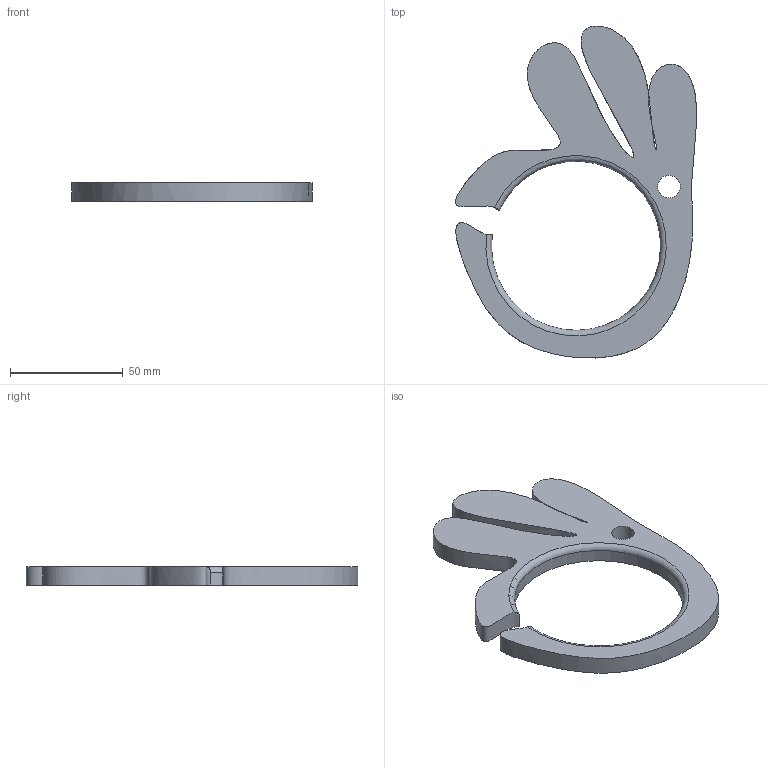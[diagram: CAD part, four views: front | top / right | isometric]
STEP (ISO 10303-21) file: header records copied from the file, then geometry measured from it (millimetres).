
FILE_DESCRIPTION(/* description */ (''),/* implementation_level */ '2;1');
FILE_NAME(/* name */ 'cactusholder v2.stp',/* time_stamp */ '2023-01-01T15:18:34+01:00',/* author */ (''),/* organization */ (''),/* preprocessor_version */ 'ST-DEVELOPER v19.2',/* originating_system */ 'Autodesk Translation Framework v11.17.0.187',/* authorisation */ '');
FILE_SCHEMA (('AUTOMOTIVE_DESIGN { 1 0 10303 214 3 1 1 }'));
Length unit declared in the file: millimetre
Products named in the file (1): cactus_holder
Bounding box: 106.8 x 147.24 x 8 mm (x, y, z)
Volume: 49547.4 mm3; surface area: 19767.2 mm2
Topology: 1 solids, 1 shells, 10 faces, 24 edges, 12 vertices
Faces by surface type: bspline 5, cylinder 2, plane 2, torus 1
Full cylindrical faces by diameter (mm): 10 x1
Entity records: 889 total; most frequent: CARTESIAN_POINT 668, ORIENTED_EDGE 48, DIRECTION 29, EDGE_CURVE 24, EDGE_LOOP 12, VERTEX_POINT 12, AXIS2_PLACEMENT_3D 11, FACE_OUTER_BOUND 10
